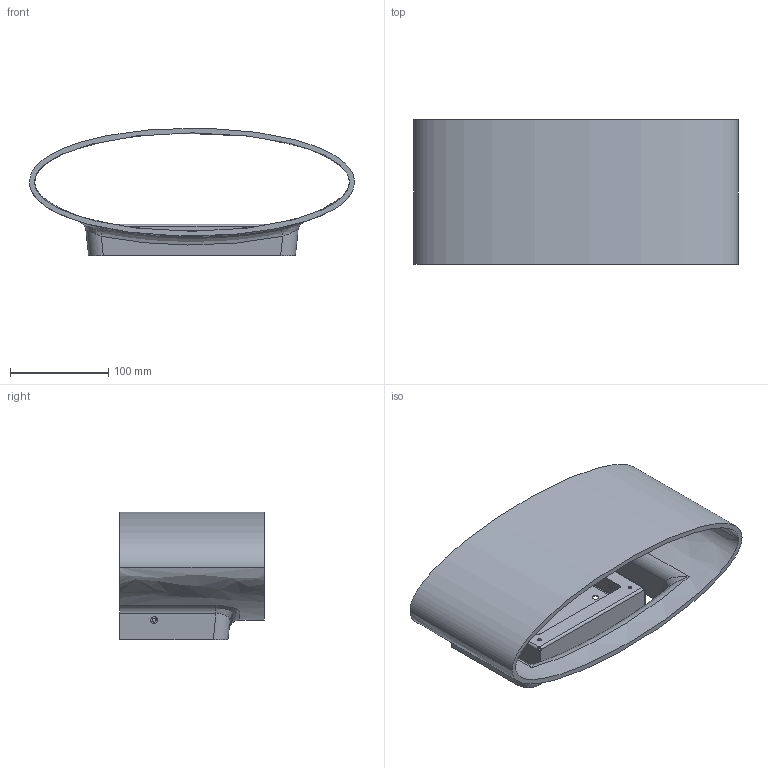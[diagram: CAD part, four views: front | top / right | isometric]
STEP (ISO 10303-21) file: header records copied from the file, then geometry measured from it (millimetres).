
FILE_DESCRIPTION (( 'STEP AP203' ), '1' );
FILE_NAME ('VITTORIA_P2_STEP.STEP', '2016-01-13T10:18:35', ( 'admin' ), ( '' ), 'SwSTEP 2.0', 'SolidWorks 2015', '' );
FILE_SCHEMA (( 'CONFIG_CONTROL_DESIGN' ));
Length unit declared in the file: millimetre
Products named in the file (2): VITTORIA_P2_STEP
Bounding box: 329.96 x 147 x 129.82 mm (x, y, z)
Volume: 537458.7 mm3; surface area: 284830.4 mm2
Topology: 4 solids, 4 shells, 243 faces, 690 edges, 454 vertices
Faces by surface type: cylinder 129, plane 90, cone 12, bspline 12
Entity records: 10102 total; most frequent: CARTESIAN_POINT 3387, DIRECTION 1382, ORIENTED_EDGE 1376, EDGE_CURVE 688, AXIS2_PLACEMENT_3D 499, VERTEX_POINT 454, LINE 384, VECTOR 384
